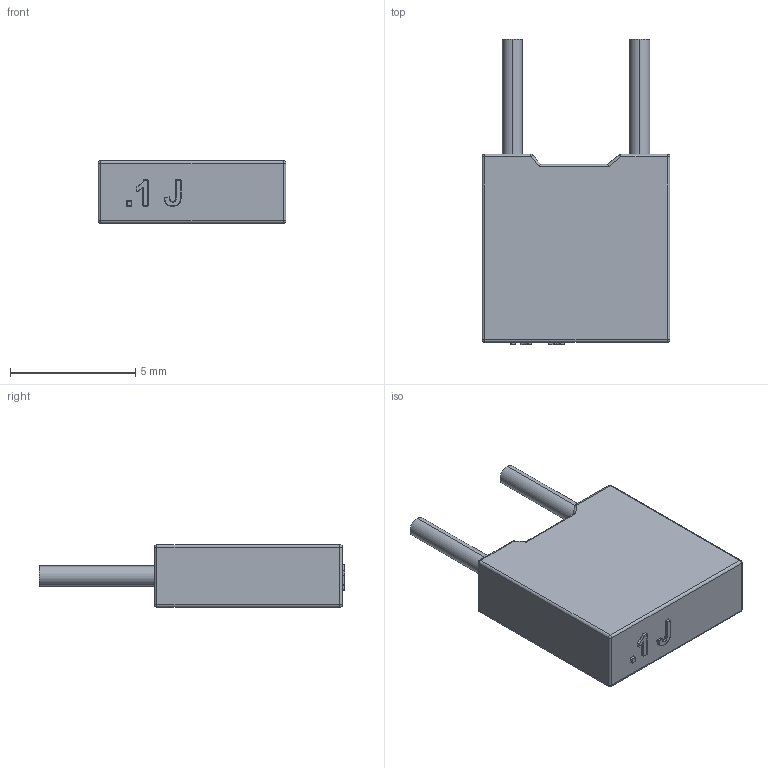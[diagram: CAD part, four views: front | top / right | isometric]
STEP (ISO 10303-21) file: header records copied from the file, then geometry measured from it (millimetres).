
FILE_DESCRIPTION (( 'STEP AP214' ), '1' );
FILE_NAME ('User Library-100n.STEP', '2012-09-04T08:40:07', ( 'sysAdmin' ), ( 'SolidWorks' ), 'SwSTEP 2.0', 'SolidWorks 2012', '' );
FILE_SCHEMA (( 'AUTOMOTIVE_DESIGN' ));
Length unit declared in the file: millimetre
Products named in the file (1): User Library-100n
Bounding box: 7.5 x 12.2 x 2.5 mm (x, y, z)
Volume: 139.3 mm3; surface area: 212.2 mm2
Topology: 1 solids, 1 shells, 199 faces, 461 edges, 234 vertices
Faces by surface type: cylinder 83, plane 36, sphere 33, bspline 24, torus 23
Entity records: 8034 total; most frequent: CARTESIAN_POINT 1655, DIRECTION 930, ORIENTED_EDGE 852, EDGE_CURVE 426, AXIS2_PLACEMENT_3D 376, VERTEX_POINT 234, EDGE_LOOP 204, CIRCLE 200
